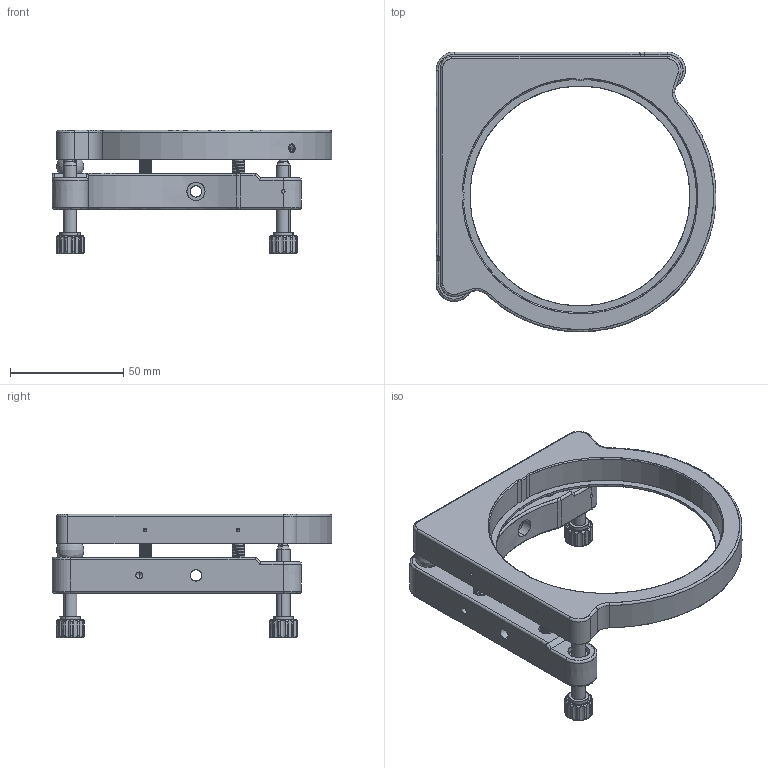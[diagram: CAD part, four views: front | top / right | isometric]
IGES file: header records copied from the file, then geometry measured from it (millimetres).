
Start section: SolidWorks IGES file using analytic representation for surfaces
Global section: file name: 15869.igs; native system: SolidWorks 2018; preprocessor: SolidWorks 2018; author: sjosephs; date: 201124.205320; units: centimetre
Bounding box: 123.5 x 123.47 x 54.54 mm (x, y, z)
Surface area: 44621.1 mm2 (no closed solid volume)
Topology: 0 solids, 0 shells, 633 faces, 8690 edges, 8648 vertices
Faces by surface type: revolution 385, bspline 248
